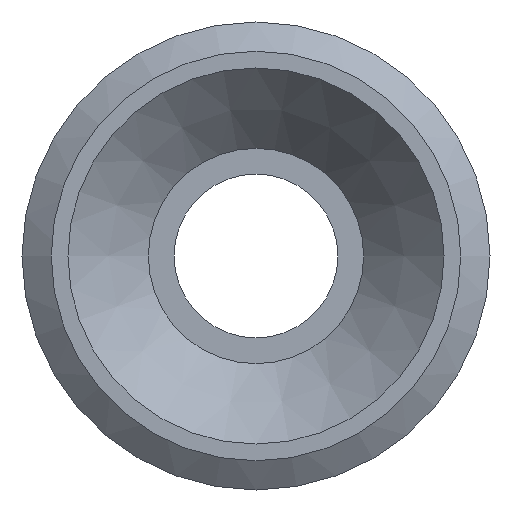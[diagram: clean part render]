
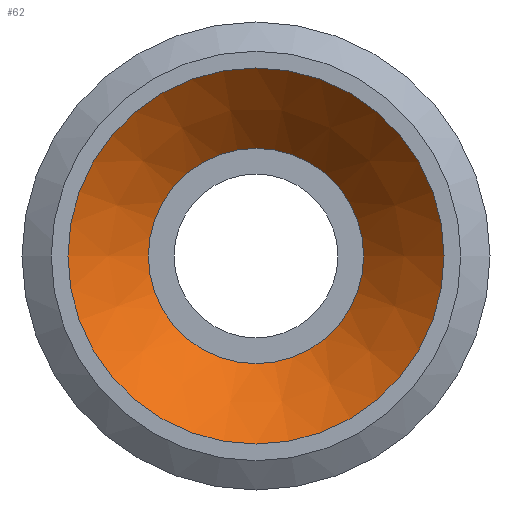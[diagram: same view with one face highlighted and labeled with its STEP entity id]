
A CAD part, front view. The second image highlights one B-rep face of the part: STEP entity #62.
In plain terms, the highlighted conical face has half-angle 43.701 degrees and reference radius 4.592 mm.
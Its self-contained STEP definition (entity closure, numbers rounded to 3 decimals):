
#20 = CARTESIAN_POINT ( 'NONE',  ( 3.657, -6.751, 0. ) ) ;
#33 = CIRCLE ( 'NONE', #137, 2.63 ) ;
#56 = AXIS2_PLACEMENT_3D ( 'NONE', #207, #268, #143 ) ;
#59 = DIRECTION ( 'NONE',  ( -1., 0., 0. ) ) ;
#62 = ADVANCED_FACE ( 'NONE', ( #398, #312 ), #140, .F. ) ;
#82 = ORIENTED_EDGE ( 'NONE', *, *, #310, .T. ) ;
#136 = CARTESIAN_POINT ( 'NONE',  ( -0.935, -6.751, 0. ) ) ;
#137 = AXIS2_PLACEMENT_3D ( 'NONE', #321, #384, #349 ) ;
#140 = CONICAL_SURFACE ( 'NONE', #56, 4.592, 0.763 ) ;
#143 = DIRECTION ( 'NONE',  ( 1., 0., 0. ) ) ;
#171 = CARTESIAN_POINT ( 'NONE',  ( 1.027, -4.698, 0. ) ) ;
#178 = DIRECTION ( 'NONE',  ( 0., 1., 0. ) ) ;
#184 = VERTEX_POINT ( 'NONE', #136 ) ;
#197 = EDGE_LOOP ( 'NONE', ( #279 ) ) ;
#207 = CARTESIAN_POINT ( 'NONE',  ( 3.657, -6.751, 0. ) ) ;
#247 = EDGE_CURVE ( 'NONE', #184, #184, #369, .T. ) ;
#268 = DIRECTION ( 'NONE',  ( 0., -1., 0. ) ) ;
#279 = ORIENTED_EDGE ( 'NONE', *, *, #247, .F. ) ;
#310 = EDGE_CURVE ( 'NONE', #396, #396, #33, .T. ) ;
#312 = FACE_OUTER_BOUND ( 'NONE', #197, .T. ) ;
#321 = CARTESIAN_POINT ( 'NONE',  ( 3.657, -4.698, 0. ) ) ;
#327 = EDGE_LOOP ( 'NONE', ( #82 ) ) ;
#349 = DIRECTION ( 'NONE',  ( -1., 0., 0. ) ) ;
#365 = AXIS2_PLACEMENT_3D ( 'NONE', #20, #178, #59 ) ;
#369 = CIRCLE ( 'NONE', #365, 4.592 ) ;
#384 = DIRECTION ( 'NONE',  ( 0., 1., 0. ) ) ;
#396 = VERTEX_POINT ( 'NONE', #171 ) ;
#398 = FACE_BOUND ( 'NONE', #327, .T. ) ;
